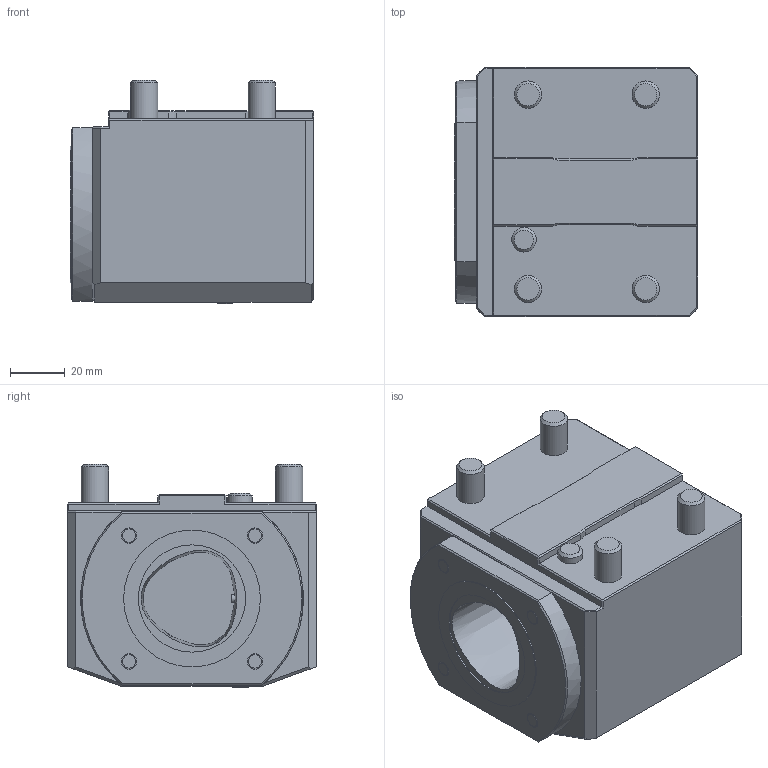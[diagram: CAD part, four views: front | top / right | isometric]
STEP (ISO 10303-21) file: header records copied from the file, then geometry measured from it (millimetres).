
FILE_DESCRIPTION(/* description */ (''),/* implementation_level */ '2;1');
FILE_NAME(/* name */ '1621492773082.stp',/* time_stamp */ '2021-05-20T12:09:55+06:00',/* author */ (''),/* organization */ ('SMS'),/* preprocessor_version */ 'ST-DEVELOPER v16.7',/* originating_system */ 'SIEMENS PLM Software NX 12.0',/* authorisation */ '');
FILE_SCHEMA (('AUTOMOTIVE_DESIGN { 1 0 10303 214 3 1 1 1 }'));
Length unit declared in the file: millimetre
Products named in the file (1): 203442779mod000_00
Bounding box: 89 x 91 x 81.55 mm (x, y, z)
Volume: 497427.7 mm3; surface area: 43310.6 mm2
Topology: 1 solids, 1 shells, 114 faces, 252 edges, 157 vertices
Faces by surface type: plane 83, cylinder 14, cone 11, sphere 5, bspline 1
Full cylindrical faces by diameter (mm): 3 x1, 9 x1, 10 x4, 39.2 x1, 50 x1
Entity records: 3160 total; most frequent: CARTESIAN_POINT 727, DIRECTION 493, ORIENTED_EDGE 446, EDGE_CURVE 223, AXIS2_PLACEMENT_3D 169, LINE 155, VECTOR 155, EDGE_LOOP 147
